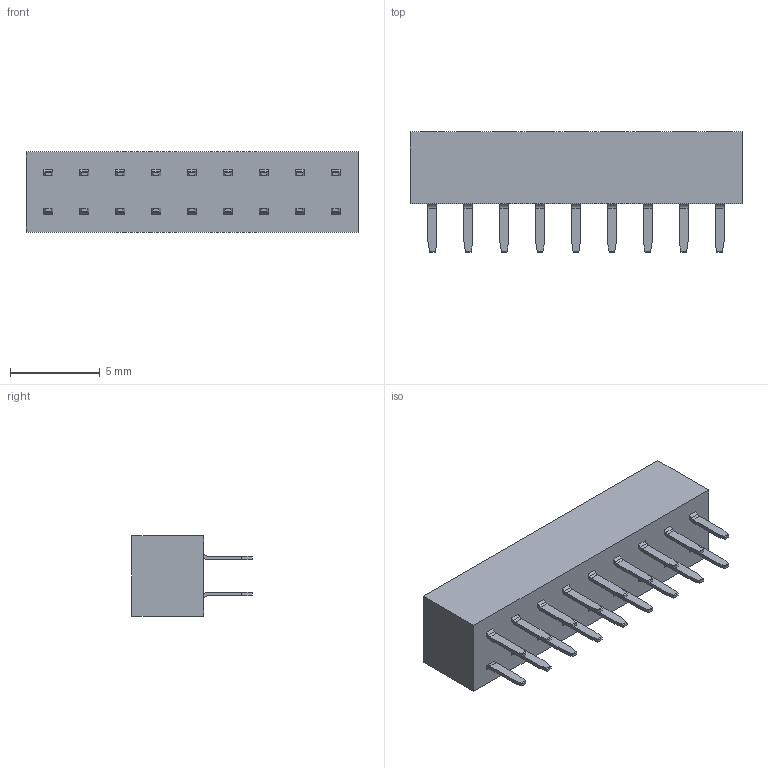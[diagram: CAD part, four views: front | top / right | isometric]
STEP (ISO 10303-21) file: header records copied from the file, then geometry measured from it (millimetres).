
FILE_DESCRIPTION( ('This file contains a STEP AP42 implementation' ,'as created by ZW3D STEP Interface translator.') ,'2;1' );
FILE_NAME( '2240-2XXSXXCUNX1.stp' ,'23 911.1448 4', (''), ('ZWCAD Software Co.'), 'Version 1.0', 'ZW3D to STEP translator', '' );
FILE_SCHEMA(('AUTOMOTIVE_DESIGN { 1 0 10303 214 1 1 1 1 }'));
Length unit declared in the file: millimetre
Products named in the file (1): 0
Bounding box: 18.5 x 6.7 x 4.5 mm (x, y, z)
Volume: 253.9 mm3; surface area: 1092.8 mm2
Topology: 1 solids, 1 shells, 2112 faces, 6046 edges, 3900 vertices
Faces by surface type: plane 1338, cylinder 504, bspline 270
Entity records: 79663 total; most frequent: CARTESIAN_POINT 26333, ORIENTED_EDGE 12092, DIRECTION 8533, EDGE_CURVE 6046, VERTEX_POINT 3900, VECTOR 3805, LINE 3805, AXIS2_PLACEMENT_3D 2364
